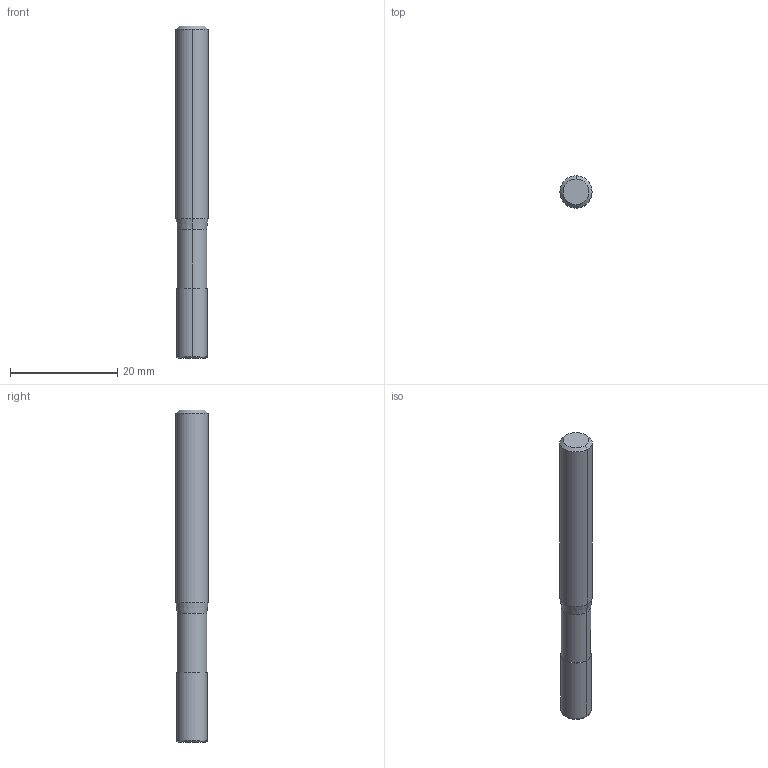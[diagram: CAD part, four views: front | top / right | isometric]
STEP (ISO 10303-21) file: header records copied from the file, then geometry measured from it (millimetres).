
FILE_DESCRIPTION(('STEP AP214'),'1');
FILE_NAME('608025680-000-00-E43.stp','2023-12-06T08:54:26',(' '),(' '),'Spatial InterOp 3D',' ',' ');
FILE_SCHEMA(('AUTOMOTIVE_DESIGN { 1 0 10303 214 1 1 1 1 }'));
Length unit declared in the file: millimetre
Products named in the file (1): 1
Bounding box: 6 x 6 x 62 mm (x, y, z)
Volume: 1659.4 mm3; surface area: 1231.6 mm2
Topology: 2 solids, 2 shells, 16 faces, 45 edges, 34 vertices
Faces by surface type: cylinder 6, cone 4, plane 4, torus 2
Entity records: 682 total; most frequent: DIRECTION 107, CARTESIAN_POINT 86, ORIENTED_EDGE 62, AXIS2_PLACEMENT_3D 44, EDGE_CURVE 31, LINE 23, VECTOR 23, CIRCLE 22
